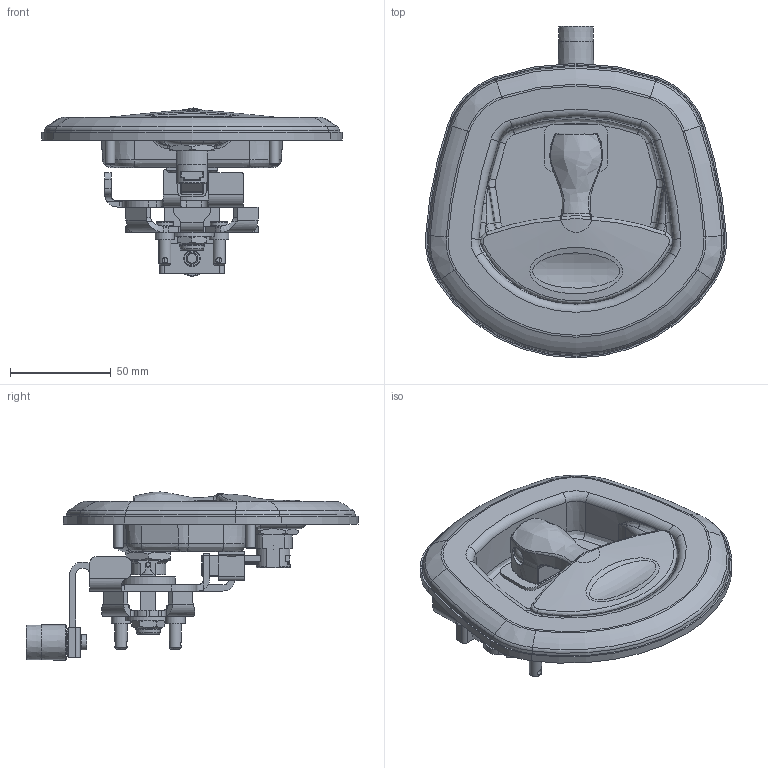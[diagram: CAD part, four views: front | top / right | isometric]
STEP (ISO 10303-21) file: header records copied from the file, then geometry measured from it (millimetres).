
FILE_DESCRIPTION(/* description */ (''),/* implementation_level */ '2;1');
FILE_NAME(/* name */ '28430-L.stp',/* time_stamp */ '2015-01-27T13:54:46-05:00',/* author */ ('fredp'),/* organization */ ('Eberhard Manufacturing Company'),/* preprocessor_version */ 'ST-DEVELOPER v15.2',/* originating_system */ 'Autodesk Inventor 2014',/* authorisation */ '');
FILE_SCHEMA (('AUTOMOTIVE_DESIGN { 1 0 10303 214 3 1 1 }'));
Products named in the file (1): 28430-L
Bounding box: 149.13 x 164.59 x 83.38 mm (x, y, z)
Volume: 147899.7 mm3; surface area: 126917.7 mm2
Topology: 2 solids, 6 shells, 1762 faces, 4690 edges, 2909 vertices
Faces by surface type: plane 669, cylinder 455, bspline 267, torus 208, cone 130, sphere 33
Full cylindrical faces by diameter (mm): 2.438 x1, 2.489 x2, 2.54 x4, 2.723 x2, 2.896 x2, 3.454 x1, 3.708 x2, 3.759 x2, 4.699 x1, 4.775 x5, 4.826 x2, 5.004 x1, 5.842 x1, 6.055 x2, 6.096 x4, 6.223 x1, 6.35 x3, 6.629 x18, 6.833 x2, 7.137 x6, 7.468 x1, 7.595 x1, 7.747 x1, 7.849 x1, 7.925 x1, 8.382 x1, 8.636 x2, 9.373 x2, 9.652 x2, 10.922 x1
Entity records: 69246 total; most frequent: CARTESIAN_POINT 25991, ORIENTED_EDGE 8856, DIRECTION 8361, EDGE_CURVE 4424, AXIS2_PLACEMENT_3D 3267, VERTEX_POINT 2838, EDGE_LOOP 2169, LINE 1827
